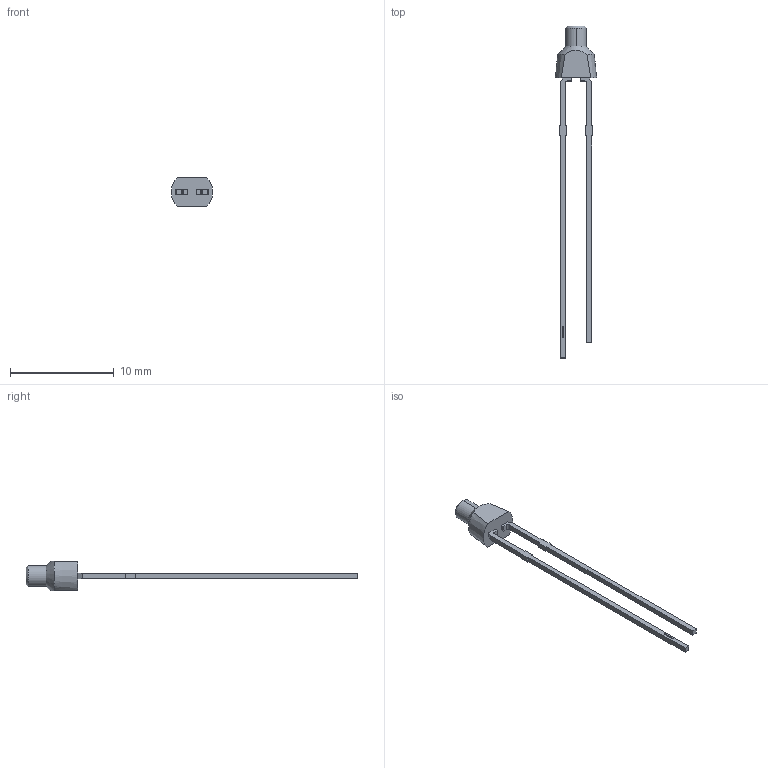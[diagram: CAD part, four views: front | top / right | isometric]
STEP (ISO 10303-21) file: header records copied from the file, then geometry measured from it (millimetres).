
FILE_DESCRIPTION (( 'STEP AP214' ), '1' );
FILE_NAME ('XSxx29.STEP', '2015-09-09T23:51:37', ( '' ), ( '' ), 'SwSTEP 2.0', 'SolidWorks 2012', '' );
FILE_SCHEMA (( 'AUTOMOTIVE_DESIGN' ));
Length unit declared in the file: millimetre
Products named in the file (1): XSxx29
Bounding box: 3.99 x 32 x 2.8 mm (x, y, z)
Volume: 45.6 mm3; surface area: 166.6 mm2
Topology: 1 solids, 1 shells, 270 faces, 734 edges, 488 vertices
Faces by surface type: plane 161, bspline 99, cone 6, cylinder 4
Entity records: 16000 total; most frequent: CARTESIAN_POINT 6880, ORIENTED_EDGE 1468, DIRECTION 886, EDGE_CURVE 734, LINE 514, VECTOR 514, VERTEX_POINT 488, EDGE_LOOP 292
